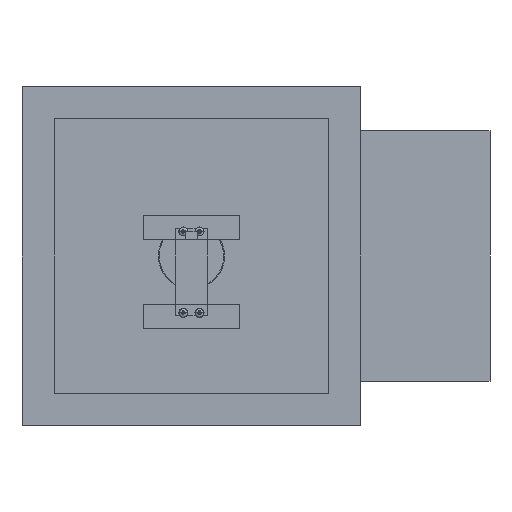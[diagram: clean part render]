
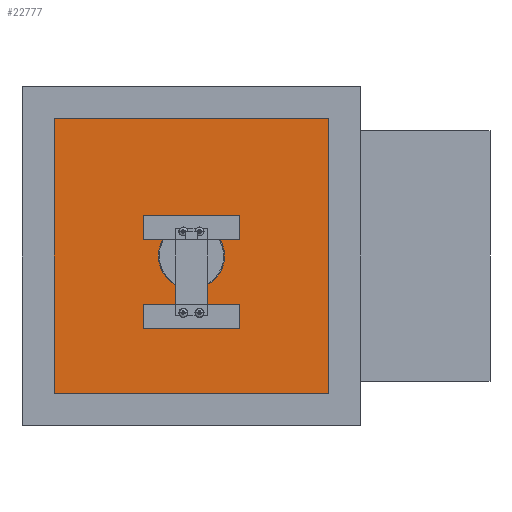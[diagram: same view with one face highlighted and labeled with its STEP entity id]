
A CAD part, front view. The second image highlights one B-rep face of the part: STEP entity #22777.
In plain terms, the highlighted planar face has unit normal (0, -1, 0).
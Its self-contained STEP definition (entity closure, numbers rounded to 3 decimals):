
#225 = ORIENTED_EDGE ( 'NONE', *, *, #26403, .F. ) ;
#318 = CIRCLE ( 'NONE', #1664, 20.5 ) ;
#389 = EDGE_CURVE ( 'NONE', #13404, #16024, #8101, .T. ) ;
#566 = CARTESIAN_POINT ( 'NONE',  ( -190., 90., -190. ) ) ;
#635 = VECTOR ( 'NONE', #2548, 1000. ) ;
#885 = CARTESIAN_POINT ( 'NONE',  ( -75., 90., -135. ) ) ;
#981 = VECTOR ( 'NONE', #2241, 1000. ) ;
#1027 = CARTESIAN_POINT ( 'NONE',  ( -75., 90., -95. ) ) ;
#1078 = LINE ( 'NONE', #10227, #14524 ) ;
#1486 = CARTESIAN_POINT ( 'NONE',  ( -105., 90., -105. ) ) ;
#1507 = LINE ( 'NONE', #13026, #27557 ) ;
#1664 = AXIS2_PLACEMENT_3D ( 'NONE', #1486, #3561, #28408 ) ;
#2002 = CARTESIAN_POINT ( 'NONE',  ( -75., 90., -135. ) ) ;
#2060 = CARTESIAN_POINT ( 'NONE',  ( -75., 90., -95. ) ) ;
#2241 = DIRECTION ( 'NONE',  ( -1., 0., 0. ) ) ;
#2457 = FACE_BOUND ( 'NONE', #26547, .T. ) ;
#2548 = DIRECTION ( 'NONE',  ( 1., 0., 0. ) ) ;
#2681 = VECTOR ( 'NONE', #27251, 1000. ) ;
#2753 = CARTESIAN_POINT ( 'NONE',  ( 0., 90., 0. ) ) ;
#3066 = CIRCLE ( 'NONE', #14396, 20.5 ) ;
#3462 = CARTESIAN_POINT ( 'NONE',  ( -75., 90., -80. ) ) ;
#3532 = DIRECTION ( 'NONE',  ( -1., 0., 0. ) ) ;
#3561 = DIRECTION ( 'NONE',  ( 0., 1., 0. ) ) ;
#3565 = VERTEX_POINT ( 'NONE', #25354 ) ;
#3581 = DIRECTION ( 'NONE',  ( 0., 0., -1. ) ) ;
#3600 = VERTEX_POINT ( 'NONE', #9826 ) ;
#3675 = DIRECTION ( 'NONE',  ( 1., 0., 0. ) ) ;
#3818 = FACE_OUTER_BOUND ( 'NONE', #21328, .T. ) ;
#3836 = EDGE_CURVE ( 'NONE', #11537, #5236, #15572, .T. ) ;
#4927 = ORIENTED_EDGE ( 'NONE', *, *, #25146, .T. ) ;
#5236 = VERTEX_POINT ( 'NONE', #9492 ) ;
#5321 = DIRECTION ( 'NONE',  ( 0., 0., -1. ) ) ;
#5407 = VECTOR ( 'NONE', #11193, 1000. ) ;
#5598 = VERTEX_POINT ( 'NONE', #24277 ) ;
#5628 = EDGE_CURVE ( 'NONE', #16943, #12849, #1507, .T. ) ;
#5678 = VERTEX_POINT ( 'NONE', #11517 ) ;
#5683 = ORIENTED_EDGE ( 'NONE', *, *, #389, .F. ) ;
#5693 = CARTESIAN_POINT ( 'NONE',  ( -135., 90., -80. ) ) ;
#5980 = DIRECTION ( 'NONE',  ( 0., 0., -1. ) ) ;
#6104 = VECTOR ( 'NONE', #27025, 1000. ) ;
#6154 = EDGE_CURVE ( 'NONE', #13404, #18863, #15951, .T. ) ;
#6273 = VERTEX_POINT ( 'NONE', #566 ) ;
#6503 = ORIENTED_EDGE ( 'NONE', *, *, #13220, .F. ) ;
#6525 = LINE ( 'NONE', #6662, #981 ) ;
#6584 = CARTESIAN_POINT ( 'NONE',  ( -130., 90., -95. ) ) ;
#6614 = DIRECTION ( 'NONE',  ( 0., 1., 0. ) ) ;
#6662 = CARTESIAN_POINT ( 'NONE',  ( -190., 90., -20. ) ) ;
#7238 = CARTESIAN_POINT ( 'NONE',  ( -190., 90., -20. ) ) ;
#7396 = VECTOR ( 'NONE', #5321, 1000. ) ;
#7659 = VERTEX_POINT ( 'NONE', #2002 ) ;
#7886 = CARTESIAN_POINT ( 'NONE',  ( -80., 90., -82.5 ) ) ;
#7962 = VERTEX_POINT ( 'NONE', #7238 ) ;
#8036 = ORIENTED_EDGE ( 'NONE', *, *, #8389, .F. ) ;
#8101 = LINE ( 'NONE', #17123, #23379 ) ;
#8389 = EDGE_CURVE ( 'NONE', #5236, #7659, #22882, .T. ) ;
#8585 = DIRECTION ( 'NONE',  ( 0., 0., 1. ) ) ;
#8877 = VECTOR ( 'NONE', #28426, 1000. ) ;
#8990 = CARTESIAN_POINT ( 'NONE',  ( -75., 90., -135. ) ) ;
#9073 = ORIENTED_EDGE ( 'NONE', *, *, #14235, .F. ) ;
#9197 = EDGE_CURVE ( 'NONE', #5678, #16943, #18499, .T. ) ;
#9447 = ORIENTED_EDGE ( 'NONE', *, *, #22562, .F. ) ;
#9492 = CARTESIAN_POINT ( 'NONE',  ( -75., 90., -150. ) ) ;
#9536 = FACE_BOUND ( 'NONE', #22273, .T. ) ;
#9826 = CARTESIAN_POINT ( 'NONE',  ( -105., 90., -125.5 ) ) ;
#10227 = CARTESIAN_POINT ( 'NONE',  ( -80., 90., -82.5 ) ) ;
#10314 = LINE ( 'NONE', #885, #25813 ) ;
#10400 = LINE ( 'NONE', #5693, #12616 ) ;
#10455 = VECTOR ( 'NONE', #3675, 1000. ) ;
#10613 = DIRECTION ( 'NONE',  ( -1., 0., 0. ) ) ;
#10812 = EDGE_CURVE ( 'NONE', #3600, #24444, #318, .T. ) ;
#10896 = CARTESIAN_POINT ( 'NONE',  ( -130., 90., -82.5 ) ) ;
#11193 = DIRECTION ( 'NONE',  ( 0., 0., -1. ) ) ;
#11211 = EDGE_CURVE ( 'NONE', #7659, #22972, #10314, .T. ) ;
#11517 = CARTESIAN_POINT ( 'NONE',  ( -80., 90., -95. ) ) ;
#11537 = VERTEX_POINT ( 'NONE', #27444 ) ;
#11547 = CARTESIAN_POINT ( 'NONE',  ( -190., 90., -20. ) ) ;
#11614 = CARTESIAN_POINT ( 'NONE',  ( -105., 90., -105. ) ) ;
#11701 = CARTESIAN_POINT ( 'NONE',  ( -75., 90., -95. ) ) ;
#11748 = DIRECTION ( 'NONE',  ( 0., -1., 0. ) ) ;
#12145 = DIRECTION ( 'NONE',  ( 1., 0., 0. ) ) ;
#12388 = VECTOR ( 'NONE', #17742, 1000. ) ;
#12616 = VECTOR ( 'NONE', #5980, 1000. ) ;
#12849 = VERTEX_POINT ( 'NONE', #3462 ) ;
#12963 = EDGE_LOOP ( 'NONE', ( #27203, #225, #5683, #26856, #9447, #9073, #23053, #14030 ) ) ;
#13026 = CARTESIAN_POINT ( 'NONE',  ( -75., 90., -80. ) ) ;
#13153 = CARTESIAN_POINT ( 'NONE',  ( -20., 90., -20. ) ) ;
#13220 = EDGE_CURVE ( 'NONE', #22972, #11537, #16416, .T. ) ;
#13337 = CARTESIAN_POINT ( 'NONE',  ( -75., 90., -150. ) ) ;
#13404 = VERTEX_POINT ( 'NONE', #19347 ) ;
#13776 = LINE ( 'NONE', #11547, #2681 ) ;
#14024 = ORIENTED_EDGE ( 'NONE', *, *, #26120, .T. ) ;
#14030 = ORIENTED_EDGE ( 'NONE', *, *, #5628, .F. ) ;
#14235 = EDGE_CURVE ( 'NONE', #5598, #23190, #10400, .T. ) ;
#14396 = AXIS2_PLACEMENT_3D ( 'NONE', #11614, #6614, #24657 ) ;
#14524 = VECTOR ( 'NONE', #3581, 1000. ) ;
#14814 = CARTESIAN_POINT ( 'NONE',  ( -190., 90., -190. ) ) ;
#14961 = LINE ( 'NONE', #19669, #12388 ) ;
#15482 = FACE_BOUND ( 'NONE', #12963, .T. ) ;
#15563 = CARTESIAN_POINT ( 'NONE',  ( -135., 90., -135. ) ) ;
#15572 = LINE ( 'NONE', #13337, #635 ) ;
#15951 = LINE ( 'NONE', #10896, #5407 ) ;
#16024 = VERTEX_POINT ( 'NONE', #7886 ) ;
#16416 = LINE ( 'NONE', #15563, #7396 ) ;
#16916 = ORIENTED_EDGE ( 'NONE', *, *, #17405, .T. ) ;
#16943 = VERTEX_POINT ( 'NONE', #2060 ) ;
#17123 = CARTESIAN_POINT ( 'NONE',  ( -130., 90., -82.5 ) ) ;
#17405 = EDGE_CURVE ( 'NONE', #24444, #3600, #3066, .T. ) ;
#17742 = DIRECTION ( 'NONE',  ( 0., 0., 1. ) ) ;
#18109 = VERTEX_POINT ( 'NONE', #13153 ) ;
#18499 = LINE ( 'NONE', #11701, #24443 ) ;
#18863 = VERTEX_POINT ( 'NONE', #6584 ) ;
#19347 = CARTESIAN_POINT ( 'NONE',  ( -130., 90., -82.5 ) ) ;
#19669 = CARTESIAN_POINT ( 'NONE',  ( -20., 90., -20. ) ) ;
#20773 = DIRECTION ( 'NONE',  ( 0., 0., -1. ) ) ;
#20814 = ORIENTED_EDGE ( 'NONE', *, *, #3836, .F. ) ;
#20870 = EDGE_CURVE ( 'NONE', #18109, #7962, #6525, .T. ) ;
#21328 = EDGE_LOOP ( 'NONE', ( #14024, #23432, #4927, #24178 ) ) ;
#21557 = LINE ( 'NONE', #1027, #10455 ) ;
#21884 = VECTOR ( 'NONE', #10613, 1000. ) ;
#22060 = CARTESIAN_POINT ( 'NONE',  ( -135., 90., -95. ) ) ;
#22273 = EDGE_LOOP ( 'NONE', ( #28944, #8036, #20814, #6503 ) ) ;
#22305 = AXIS2_PLACEMENT_3D ( 'NONE', #2753, #11748, #20773 ) ;
#22562 = EDGE_CURVE ( 'NONE', #23190, #18863, #21557, .T. ) ;
#22709 = PLANE ( 'NONE',  #22305 ) ;
#22777 = ADVANCED_FACE ( 'NONE', ( #15482, #3818, #2457, #9536 ), #22709, .T. ) ;
#22837 = CARTESIAN_POINT ( 'NONE',  ( -105., 90., -84.5 ) ) ;
#22882 = LINE ( 'NONE', #8990, #6104 ) ;
#22972 = VERTEX_POINT ( 'NONE', #28167 ) ;
#23053 = ORIENTED_EDGE ( 'NONE', *, *, #25555, .F. ) ;
#23190 = VERTEX_POINT ( 'NONE', #22060 ) ;
#23379 = VECTOR ( 'NONE', #28814, 1000. ) ;
#23432 = ORIENTED_EDGE ( 'NONE', *, *, #27386, .T. ) ;
#24090 = CARTESIAN_POINT ( 'NONE',  ( -75., 90., -80. ) ) ;
#24178 = ORIENTED_EDGE ( 'NONE', *, *, #20870, .T. ) ;
#24277 = CARTESIAN_POINT ( 'NONE',  ( -135., 90., -80. ) ) ;
#24443 = VECTOR ( 'NONE', #12145, 1000. ) ;
#24444 = VERTEX_POINT ( 'NONE', #22837 ) ;
#24657 = DIRECTION ( 'NONE',  ( 0., 0., 1. ) ) ;
#25146 = EDGE_CURVE ( 'NONE', #3565, #18109, #14961, .T. ) ;
#25354 = CARTESIAN_POINT ( 'NONE',  ( -20., 90., -190. ) ) ;
#25555 = EDGE_CURVE ( 'NONE', #12849, #5598, #28680, .T. ) ;
#25813 = VECTOR ( 'NONE', #3532, 1000. ) ;
#26046 = LINE ( 'NONE', #14814, #8877 ) ;
#26120 = EDGE_CURVE ( 'NONE', #7962, #6273, #13776, .T. ) ;
#26403 = EDGE_CURVE ( 'NONE', #16024, #5678, #1078, .T. ) ;
#26547 = EDGE_LOOP ( 'NONE', ( #16916, #26971 ) ) ;
#26856 = ORIENTED_EDGE ( 'NONE', *, *, #6154, .T. ) ;
#26971 = ORIENTED_EDGE ( 'NONE', *, *, #10812, .T. ) ;
#27025 = DIRECTION ( 'NONE',  ( 0., 0., 1. ) ) ;
#27203 = ORIENTED_EDGE ( 'NONE', *, *, #9197, .F. ) ;
#27251 = DIRECTION ( 'NONE',  ( 0., 0., -1. ) ) ;
#27386 = EDGE_CURVE ( 'NONE', #6273, #3565, #26046, .T. ) ;
#27444 = CARTESIAN_POINT ( 'NONE',  ( -135., 90., -150. ) ) ;
#27557 = VECTOR ( 'NONE', #8585, 1000. ) ;
#28167 = CARTESIAN_POINT ( 'NONE',  ( -135., 90., -135. ) ) ;
#28408 = DIRECTION ( 'NONE',  ( 0., 0., 1. ) ) ;
#28426 = DIRECTION ( 'NONE',  ( 1., 0., 0. ) ) ;
#28680 = LINE ( 'NONE', #24090, #21884 ) ;
#28814 = DIRECTION ( 'NONE',  ( 1., 0., 0. ) ) ;
#28944 = ORIENTED_EDGE ( 'NONE', *, *, #11211, .F. ) ;
